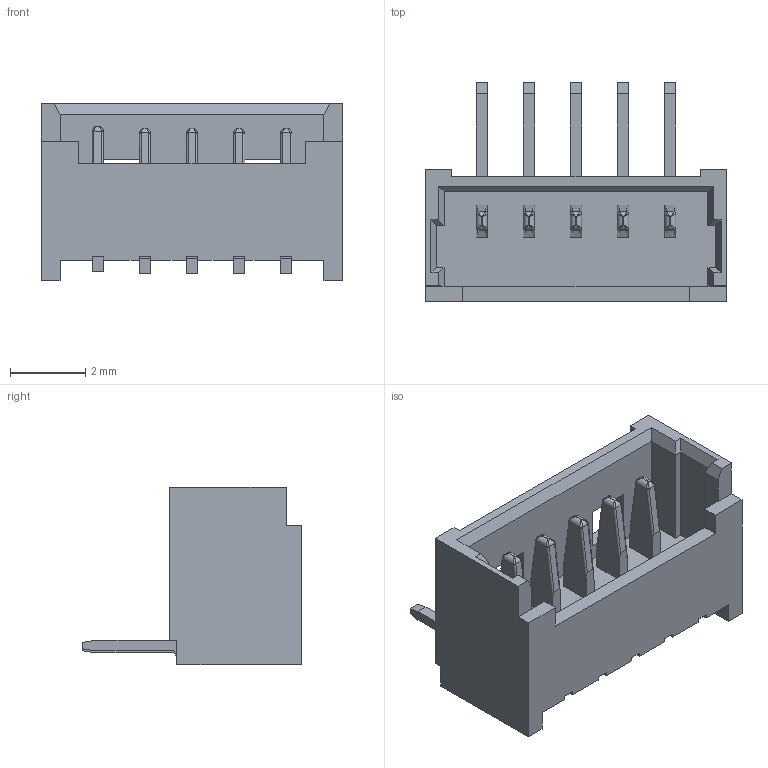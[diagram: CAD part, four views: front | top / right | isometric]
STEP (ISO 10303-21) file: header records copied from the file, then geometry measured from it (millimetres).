
FILE_DESCRIPTION(/* description */ ('Unknown'),/* implementation_level */ '2;1');
FILE_NAME(/* name */ '653005117322',/* time_stamp */ '2017-06-14T15:57:07+02:00',/* author */ ('Unknown'),/* organization */ ('Unknown'),/* preprocessor_version */ 'ST-DEVELOPER v16.7',/* originating_system */ 'DEX',/* authorisation */ $);
FILE_SCHEMA (('AUTOMOTIVE_DESIGN {1 0 10303 214 3 1 1}'));
Length unit declared in the file: millimetre
Products named in the file (3): 6530xx117322; 653005117322; 6530xx117322_PIN
Assembly tree (6 placements, depth 2):
  6530xx117322
    653005117322
    6530xx117322_PIN  x5
Bounding box: 8 x 5.8 x 4.7 mm (x, y, z)
Volume: 57.3 mm3; surface area: 273 mm2
Topology: 6 solids, 6 shells, 252 faces, 683 edges, 418 vertices
Faces by surface type: plane 172, cylinder 40, bspline 40
Entity records: 4123 total; most frequent: CARTESIAN_POINT 796, ORIENTED_EDGE 702, DIRECTION 625, EDGE_CURVE 351, LINE 323, VECTOR 323, VERTEX_POINT 226, AXIS2_PLACEMENT_3D 151
